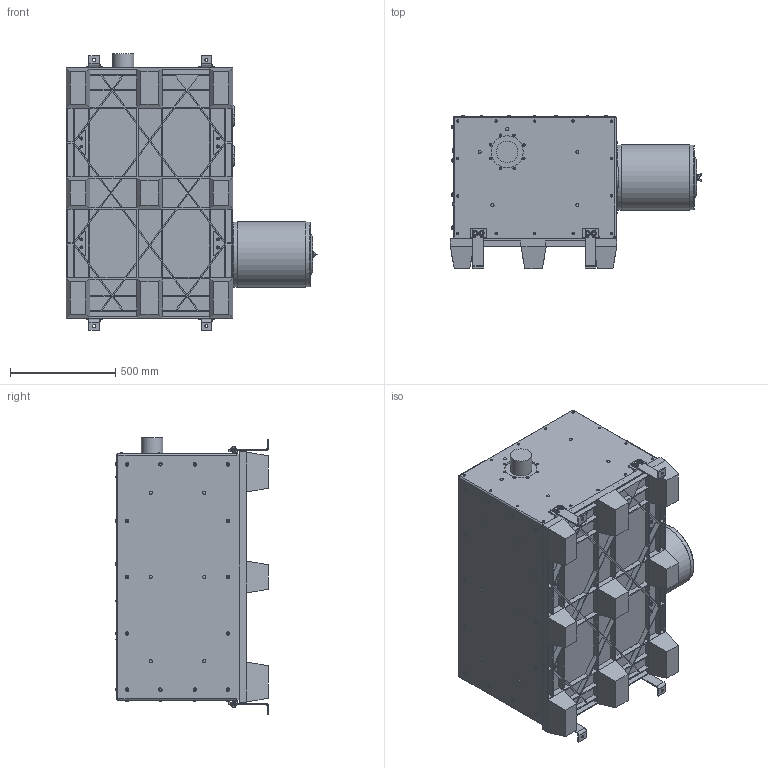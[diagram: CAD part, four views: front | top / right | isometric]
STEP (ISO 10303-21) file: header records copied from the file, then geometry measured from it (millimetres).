
FILE_DESCRIPTION(/* description */ (''),/* implementation_level */ '2;1');
FILE_NAME(/* name */ 'CAxxxxxxC14A.stp',/* time_stamp */ '2018-03-12T10:03:02-04:00',/* author */ ('James'),/* organization */ (''),/* preprocessor_version */ 'ST-DEVELOPER v16.5',/* originating_system */ 'Autodesk Inventor 2017',/* authorisation */ '');
FILE_SCHEMA (('AUTOMOTIVE_DESIGN { 1 0 10303 214 3 1 1 }'));
Length unit declared in the file: inch
Products named in the file (1): CAxxxxxxC14
Bounding box: 1193.44 x 725.78 x 1311.28 mm (x, y, z)
Volume: 585543712.4 mm3; surface area: 6071050.2 mm2
Topology: 1 solids, 1 shells, 1716 faces, 4183 edges, 2675 vertices
Faces by surface type: plane 955, cylinder 345, cone 180, sphere 121, bspline 84, torus 31
Full cylindrical faces by diameter (mm): 0.254 x2, 2.54 x2, 3.048 x2, 9.525 x12, 11.1 x40, 11.125 x8, 13.894 x2, 14.3 x4, 15.088 x33, 16.662 x40, 25.4 x10, 101.6 x1, 152.4 x1, 304.8 x1, 308.61 x1, 309.88 x1, 310.896 x1
Entity records: 99822 total; most frequent: CARTESIAN_POINT 61620, ORIENTED_EDGE 7738, DIRECTION 7456, EDGE_CURVE 3842, AXIS2_PLACEMENT_3D 2678, VERTEX_POINT 2521, EDGE_LOOP 2201, LINE 2100
